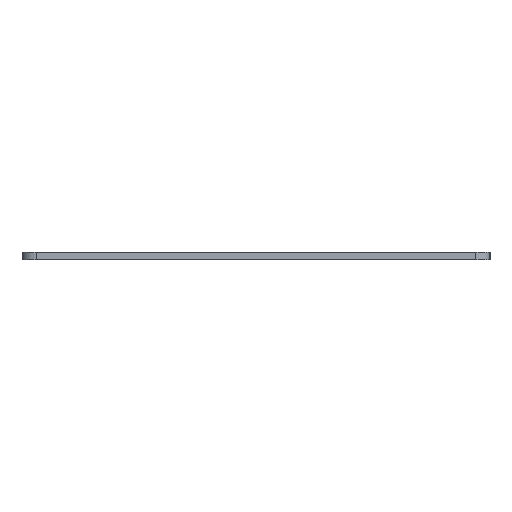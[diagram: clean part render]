
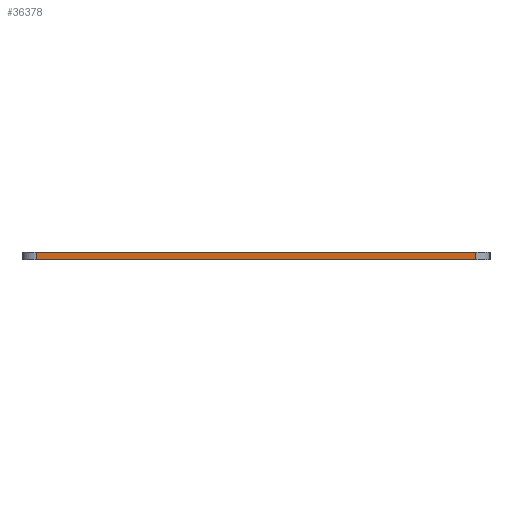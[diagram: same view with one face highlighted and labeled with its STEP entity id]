
A CAD part, left-side view. The second image highlights one B-rep face of the part: STEP entity #36378.
In plain terms, the highlighted planar face has unit normal (-1, 0, 0).
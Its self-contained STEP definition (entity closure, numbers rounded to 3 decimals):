
#83 = PLANE('',#84);
#84 = AXIS2_PLACEMENT_3D('',#85,#86,#87);
#85 = CARTESIAN_POINT('',(180.501,-49.15,1.5));
#86 = DIRECTION('',(0.,0.,1.));
#87 = DIRECTION('',(1.,0.,-0.));
#111 = CYLINDRICAL_SURFACE('',#112,3.);
#112 = AXIS2_PLACEMENT_3D('',#113,#114,#115);
#113 = CARTESIAN_POINT('',(3.,-3.,0.));
#114 = DIRECTION('',(-0.,-0.,-1.));
#115 = DIRECTION('',(1.,0.,-0.));
#137 = PLANE('',#138);
#138 = AXIS2_PLACEMENT_3D('',#139,#140,#141);
#139 = CARTESIAN_POINT('',(180.501,-49.15,0.));
#140 = DIRECTION('',(0.,0.,1.));
#141 = DIRECTION('',(1.,0.,-0.));
#232 = VERTEX_POINT('',#233);
#233 = CARTESIAN_POINT('',(0.,-3.,1.5));
#255 = EDGE_CURVE('',#256,#232,#258,.T.);
#256 = VERTEX_POINT('',#257);
#257 = CARTESIAN_POINT('',(0.,-3.,0.));
#258 = SURFACE_CURVE('',#259,(#263,#270),.PCURVE_S1.);
#259 = LINE('',#260,#261);
#260 = CARTESIAN_POINT('',(0.,-3.,0.));
#261 = VECTOR('',#262,1.);
#262 = DIRECTION('',(0.,0.,1.));
#263 = PCURVE('',#111,#264);
#264 = DEFINITIONAL_REPRESENTATION('',(#265),#269);
#265 = LINE('',#266,#267);
#266 = CARTESIAN_POINT('',(-3.142,0.));
#267 = VECTOR('',#268,1.);
#268 = DIRECTION('',(-0.,-1.));
#269 = ( GEOMETRIC_REPRESENTATION_CONTEXT(2) 
PARAMETRIC_REPRESENTATION_CONTEXT() REPRESENTATION_CONTEXT('2D SPACE',''
  ) );
#270 = PCURVE('',#271,#276);
#271 = PLANE('',#272);
#272 = AXIS2_PLACEMENT_3D('',#273,#274,#275);
#273 = CARTESIAN_POINT('',(0.,-3.,0.));
#274 = DIRECTION('',(1.,0.,-0.));
#275 = DIRECTION('',(0.,-1.,0.));
#276 = DEFINITIONAL_REPRESENTATION('',(#277),#281);
#277 = LINE('',#278,#279);
#278 = CARTESIAN_POINT('',(0.,0.));
#279 = VECTOR('',#280,1.);
#280 = DIRECTION('',(0.,-1.));
#281 = ( GEOMETRIC_REPRESENTATION_CONTEXT(2) 
PARAMETRIC_REPRESENTATION_CONTEXT() REPRESENTATION_CONTEXT('2D SPACE',''
  ) );
#310 = EDGE_CURVE('',#256,#311,#313,.T.);
#311 = VERTEX_POINT('',#312);
#312 = CARTESIAN_POINT('',(0.,-95.3,0.));
#313 = SURFACE_CURVE('',#314,(#318,#325),.PCURVE_S1.);
#314 = LINE('',#315,#316);
#315 = CARTESIAN_POINT('',(0.,-3.,0.));
#316 = VECTOR('',#317,1.);
#317 = DIRECTION('',(0.,-1.,0.));
#318 = PCURVE('',#137,#319);
#319 = DEFINITIONAL_REPRESENTATION('',(#320),#324);
#320 = LINE('',#321,#322);
#321 = CARTESIAN_POINT('',(-180.501,46.15));
#322 = VECTOR('',#323,1.);
#323 = DIRECTION('',(0.,-1.));
#324 = ( GEOMETRIC_REPRESENTATION_CONTEXT(2) 
PARAMETRIC_REPRESENTATION_CONTEXT() REPRESENTATION_CONTEXT('2D SPACE',''
  ) );
#325 = PCURVE('',#271,#326);
#326 = DEFINITIONAL_REPRESENTATION('',(#327),#331);
#327 = LINE('',#328,#329);
#328 = CARTESIAN_POINT('',(0.,0.));
#329 = VECTOR('',#330,1.);
#330 = DIRECTION('',(1.,0.));
#331 = ( GEOMETRIC_REPRESENTATION_CONTEXT(2) 
PARAMETRIC_REPRESENTATION_CONTEXT() REPRESENTATION_CONTEXT('2D SPACE',''
  ) );
#350 = CYLINDRICAL_SURFACE('',#351,3.);
#351 = AXIS2_PLACEMENT_3D('',#352,#353,#354);
#352 = CARTESIAN_POINT('',(3.,-95.3,0.));
#353 = DIRECTION('',(-0.,-0.,-1.));
#354 = DIRECTION('',(1.,0.,-0.));
#20046 = EDGE_CURVE('',#232,#20047,#20049,.T.);
#20047 = VERTEX_POINT('',#20048);
#20048 = CARTESIAN_POINT('',(0.,-95.3,1.5));
#20049 = SURFACE_CURVE('',#20050,(#20054,#20061),.PCURVE_S1.);
#20050 = LINE('',#20051,#20052);
#20051 = CARTESIAN_POINT('',(0.,-3.,1.5));
#20052 = VECTOR('',#20053,1.);
#20053 = DIRECTION('',(0.,-1.,0.));
#20054 = PCURVE('',#83,#20055);
#20055 = DEFINITIONAL_REPRESENTATION('',(#20056),#20060);
#20056 = LINE('',#20057,#20058);
#20057 = CARTESIAN_POINT('',(-180.501,46.15));
#20058 = VECTOR('',#20059,1.);
#20059 = DIRECTION('',(0.,-1.));
#20060 = ( GEOMETRIC_REPRESENTATION_CONTEXT(2) 
PARAMETRIC_REPRESENTATION_CONTEXT() REPRESENTATION_CONTEXT('2D SPACE',''
  ) );
#20061 = PCURVE('',#271,#20062);
#20062 = DEFINITIONAL_REPRESENTATION('',(#20063),#20067);
#20063 = LINE('',#20064,#20065);
#20064 = CARTESIAN_POINT('',(0.,-1.5));
#20065 = VECTOR('',#20066,1.);
#20066 = DIRECTION('',(1.,0.));
#20067 = ( GEOMETRIC_REPRESENTATION_CONTEXT(2) 
PARAMETRIC_REPRESENTATION_CONTEXT() REPRESENTATION_CONTEXT('2D SPACE',''
  ) );
#36378 = ADVANCED_FACE('',(#36379),#271,.F.);
#36379 = FACE_BOUND('',#36380,.F.);
#36380 = EDGE_LOOP('',(#36381,#36382,#36383,#36404));
#36381 = ORIENTED_EDGE('',*,*,#255,.T.);
#36382 = ORIENTED_EDGE('',*,*,#20046,.T.);
#36383 = ORIENTED_EDGE('',*,*,#36384,.F.);
#36384 = EDGE_CURVE('',#311,#20047,#36385,.T.);
#36385 = SURFACE_CURVE('',#36386,(#36390,#36397),.PCURVE_S1.);
#36386 = LINE('',#36387,#36388);
#36387 = CARTESIAN_POINT('',(0.,-95.3,0.));
#36388 = VECTOR('',#36389,1.);
#36389 = DIRECTION('',(0.,0.,1.));
#36390 = PCURVE('',#271,#36391);
#36391 = DEFINITIONAL_REPRESENTATION('',(#36392),#36396);
#36392 = LINE('',#36393,#36394);
#36393 = CARTESIAN_POINT('',(92.3,0.));
#36394 = VECTOR('',#36395,1.);
#36395 = DIRECTION('',(0.,-1.));
#36396 = ( GEOMETRIC_REPRESENTATION_CONTEXT(2) 
PARAMETRIC_REPRESENTATION_CONTEXT() REPRESENTATION_CONTEXT('2D SPACE',''
  ) );
#36397 = PCURVE('',#350,#36398);
#36398 = DEFINITIONAL_REPRESENTATION('',(#36399),#36403);
#36399 = LINE('',#36400,#36401);
#36400 = CARTESIAN_POINT('',(-3.142,0.));
#36401 = VECTOR('',#36402,1.);
#36402 = DIRECTION('',(-0.,-1.));
#36403 = ( GEOMETRIC_REPRESENTATION_CONTEXT(2) 
PARAMETRIC_REPRESENTATION_CONTEXT() REPRESENTATION_CONTEXT('2D SPACE',''
  ) );
#36404 = ORIENTED_EDGE('',*,*,#310,.F.);
